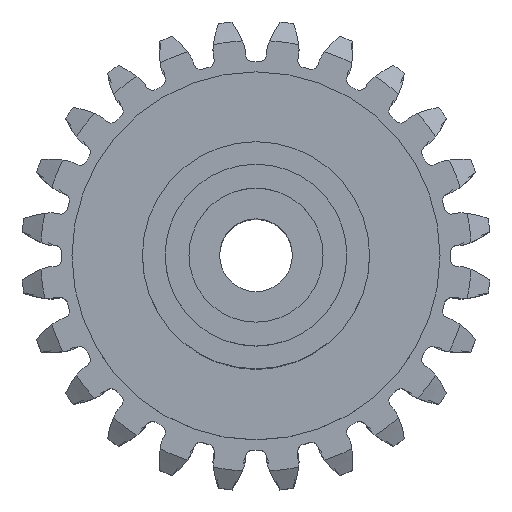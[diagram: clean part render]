
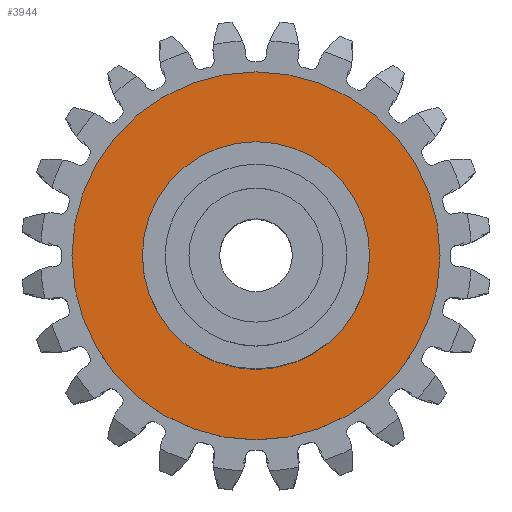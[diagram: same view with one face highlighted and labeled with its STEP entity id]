
A CAD part, top view. The second image highlights one B-rep face of the part: STEP entity #3944.
In plain terms, the highlighted planar face has unit normal (0, 0, 1).
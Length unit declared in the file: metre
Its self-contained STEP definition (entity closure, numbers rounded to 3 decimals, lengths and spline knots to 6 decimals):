
#317=PLANE('',#4368);
#1867=ORIENTED_EDGE('',*,*,#2510,.F.);
#1868=ORIENTED_EDGE('',*,*,#2509,.T.);
#2509=EDGE_CURVE('',#2927,#2927,#3177,.T.);
#2510=EDGE_CURVE('',#2928,#2928,#3178,.T.);
#2927=VERTEX_POINT('',#10883);
#2928=VERTEX_POINT('',#10886);
#3177=CIRCLE('',#4367,0.0081);
#3178=CIRCLE('',#4369,0.005);
#3391=EDGE_LOOP('',(#1867));
#3392=EDGE_LOOP('',(#1868));
#3619=FACE_BOUND('',#3391,.T.);
#3620=FACE_BOUND('',#3392,.T.);
#3944=ADVANCED_FACE('',(#3619,#3620),#317,.T.);
#4367=AXIS2_PLACEMENT_3D('',#10882,#5351,#5352);
#4368=AXIS2_PLACEMENT_3D('',#10884,#5353,#5354);
#4369=AXIS2_PLACEMENT_3D('',#10885,#5355,#5356);
#5351=DIRECTION('',(0.,0.,1.));
#5352=DIRECTION('',(1.,0.,0.));
#5353=DIRECTION('',(0.,0.,1.));
#5354=DIRECTION('',(1.,0.,0.));
#5355=DIRECTION('',(0.,0.,1.));
#5356=DIRECTION('',(1.,0.,0.));
#10882=CARTESIAN_POINT('',(-0.009699,0.0056,-0.0165));
#10883=CARTESIAN_POINT('',(-0.001599,0.0056,-0.0165));
#10884=CARTESIAN_POINT('',(-0.009699,0.0056,-0.0165));
#10885=CARTESIAN_POINT('',(-0.009699,0.0056,-0.0165));
#10886=CARTESIAN_POINT('',(-0.004699,0.0056,-0.0165));
